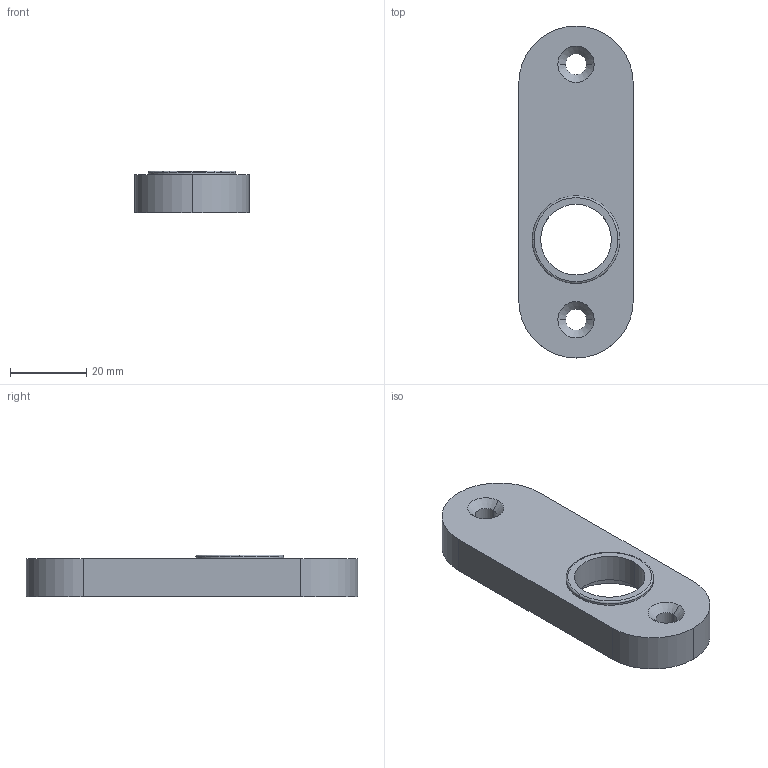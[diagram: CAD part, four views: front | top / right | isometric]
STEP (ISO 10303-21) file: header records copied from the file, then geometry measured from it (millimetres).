
FILE_DESCRIPTION (( 'STEP AP203' ), '1' );
FILE_NAME ('15545.step', '2020-10-07T07:46:39', ( '' ), ( '' ), 'SwSTEP 2.0', 'SolidWorks 2018', '' );
FILE_SCHEMA (( 'CONFIG_CONTROL_DESIGN' ));
Length unit declared in the file: millimetre
Products named in the file (5): AMF Schliessblech Konfig Teil2_15552 Teil2; AMF Schliessblech Konfig Teil2; AMF Schliessblech Konfig Teil1_15545 Teil1; 15545; AMF Schliessblech Konfig Teil1
Assembly tree (2 placements, depth 2):
  AMF Schliessblech Konfig Teil2
  15545
    AMF Schliessblech Konfig Teil1_15545 Teil1
    AMF Schliessblech Konfig Teil2_15552 Teil2
  AMF Schliessblech Konfig Teil1
Bounding box: 30 x 87 x 11 mm (x, y, z)
Volume: 19999.9 mm3; surface area: 8418.5 mm2
Topology: 2 solids, 2 shells, 212 faces, 561 edges, 372 vertices
Faces by surface type: plane 116, bspline 72, cylinder 18, cone 4, torus 2
Entity records: 10646 total; most frequent: CARTESIAN_POINT 5367, ORIENTED_EDGE 1122, DIRECTION 753, EDGE_CURVE 561, LINE 373, VECTOR 373, VERTEX_POINT 372, EDGE_LOOP 239
